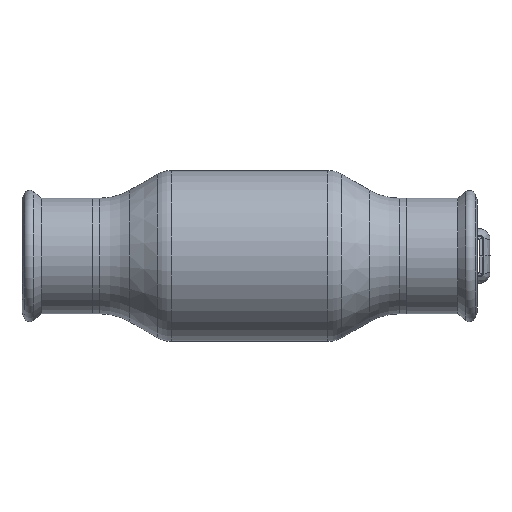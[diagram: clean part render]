
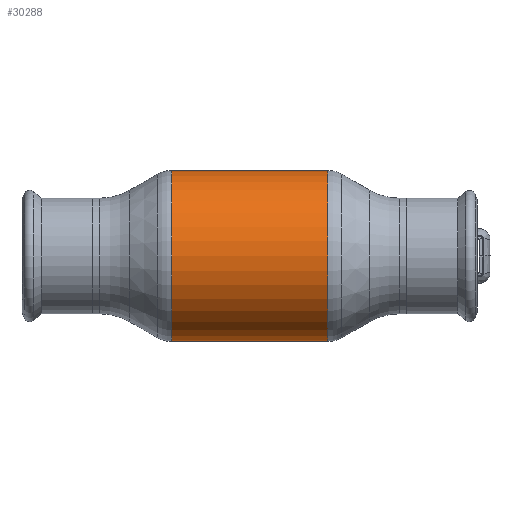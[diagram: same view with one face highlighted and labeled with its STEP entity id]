
A CAD part, front view. The second image highlights one B-rep face of the part: STEP entity #30288.
In plain terms, the highlighted cylindrical face has radius 42.5 mm (diameter 85 mm), a partial arc.
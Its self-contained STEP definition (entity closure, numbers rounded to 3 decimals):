
#386 = CIRCLE ( 'NONE', #20180, 42.5 ) ;
#464 = CARTESIAN_POINT ( 'NONE',  ( 38.749, 0., 42.5 ) ) ;
#1712 = VECTOR ( 'NONE', #7445, 1000. ) ;
#2242 = CYLINDRICAL_SURFACE ( 'NONE', #33497, 42.5 ) ;
#3474 = VERTEX_POINT ( 'NONE', #20259 ) ;
#7445 = DIRECTION ( 'NONE',  ( -1., 0., 0. ) ) ;
#8015 = ORIENTED_EDGE ( 'NONE', *, *, #54150, .T. ) ;
#8121 = VERTEX_POINT ( 'NONE', #464 ) ;
#9152 = EDGE_CURVE ( 'NONE', #3474, #44136, #386, .T. ) ;
#11273 = CARTESIAN_POINT ( 'NONE',  ( -38.749, 0., 0. ) ) ;
#16741 = DIRECTION ( 'NONE',  ( 0., 0., 1. ) ) ;
#17987 = VECTOR ( 'NONE', #47845, 1000. ) ;
#19008 = ORIENTED_EDGE ( 'NONE', *, *, #20668, .F. ) ;
#20180 = AXIS2_PLACEMENT_3D ( 'NONE', #11273, #35278, #50362 ) ;
#20259 = CARTESIAN_POINT ( 'NONE',  ( -38.749, 0., -42.5 ) ) ;
#20668 = EDGE_CURVE ( 'NONE', #43147, #3474, #57081, .T. ) ;
#29788 = DIRECTION ( 'NONE',  ( 0., 0., 1. ) ) ;
#30288 = ADVANCED_FACE ( 'NONE', ( #44462 ), #2242, .T. ) ;
#30993 = EDGE_CURVE ( 'NONE', #43147, #8121, #45063, .T. ) ;
#33497 = AXIS2_PLACEMENT_3D ( 'NONE', #35290, #45145, #16741 ) ;
#35278 = DIRECTION ( 'NONE',  ( -1., 0., 0. ) ) ;
#35290 = CARTESIAN_POINT ( 'NONE',  ( -62.69, 0., 0. ) ) ;
#40068 = CARTESIAN_POINT ( 'NONE',  ( -38.749, 0., 42.5 ) ) ;
#42320 = ORIENTED_EDGE ( 'NONE', *, *, #30993, .T. ) ;
#43147 = VERTEX_POINT ( 'NONE', #59692 ) ;
#44136 = VERTEX_POINT ( 'NONE', #40068 ) ;
#44462 = FACE_OUTER_BOUND ( 'NONE', #54457, .T. ) ;
#45063 = CIRCLE ( 'NONE', #48078, 42.5 ) ;
#45145 = DIRECTION ( 'NONE',  ( -1., 0., 0. ) ) ;
#46141 = CARTESIAN_POINT ( 'NONE',  ( -62.69, 0., 42.5 ) ) ;
#47845 = DIRECTION ( 'NONE',  ( -1., 0., 0. ) ) ;
#48078 = AXIS2_PLACEMENT_3D ( 'NONE', #58814, #49757, #29788 ) ;
#48394 = LINE ( 'NONE', #46141, #1712 ) ;
#49757 = DIRECTION ( 'NONE',  ( -1., 0., 0. ) ) ;
#50362 = DIRECTION ( 'NONE',  ( 0., 0., 1. ) ) ;
#54150 = EDGE_CURVE ( 'NONE', #8121, #44136, #48394, .T. ) ;
#54457 = EDGE_LOOP ( 'NONE', ( #19008, #42320, #8015, #60747 ) ) ;
#56871 = CARTESIAN_POINT ( 'NONE',  ( -62.69, 0., -42.5 ) ) ;
#57081 = LINE ( 'NONE', #56871, #17987 ) ;
#58814 = CARTESIAN_POINT ( 'NONE',  ( 38.749, 0., 0. ) ) ;
#59692 = CARTESIAN_POINT ( 'NONE',  ( 38.749, 0., -42.5 ) ) ;
#60747 = ORIENTED_EDGE ( 'NONE', *, *, #9152, .F. ) ;
